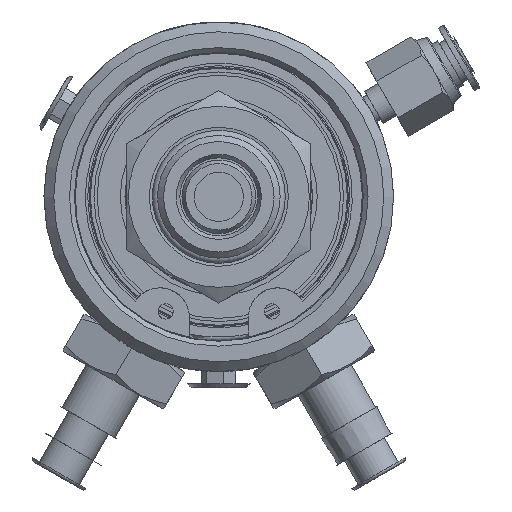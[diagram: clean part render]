
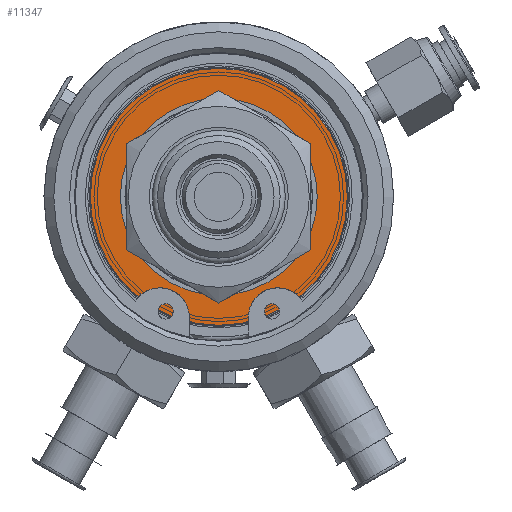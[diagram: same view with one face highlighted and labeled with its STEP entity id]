
A CAD part, left-side view. The second image highlights one B-rep face of the part: STEP entity #11347.
In plain terms, the highlighted planar face has unit normal (-1, 0, 0).
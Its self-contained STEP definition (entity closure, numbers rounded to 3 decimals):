
#237=FACE_BOUND('',#1911,.T.);
#678=PLANE('',#12010);
#1196=FACE_OUTER_BOUND('',#1910,.T.);
#1910=EDGE_LOOP('',(#9456));
#1911=EDGE_LOOP('',(#9457));
#4183=CIRCLE('',#12008,20.95);
#4185=CIRCLE('',#12011,16.05);
#5183=VERTEX_POINT('',#23816);
#5184=VERTEX_POINT('',#23821);
#6665=EDGE_CURVE('',#5183,#5183,#4183,.T.);
#6667=EDGE_CURVE('',#5184,#5184,#4185,.T.);
#9456=ORIENTED_EDGE('',*,*,#6665,.F.);
#9457=ORIENTED_EDGE('',*,*,#6667,.T.);
#11347=ADVANCED_FACE('',(#1196,#237),#678,.T.);
#12008=AXIS2_PLACEMENT_3D('',#23818,#13671,#13672);
#12010=AXIS2_PLACEMENT_3D('',#23820,#13675,#13676);
#12011=AXIS2_PLACEMENT_3D('',#23822,#13677,#13678);
#13671=DIRECTION('center_axis',(1.,0.,0.));
#13672=DIRECTION('ref_axis',(0.,-1.,0.));
#13675=DIRECTION('center_axis',(-1.,0.,0.));
#13676=DIRECTION('ref_axis',(0.,1.,0.));
#13677=DIRECTION('center_axis',(1.,0.,0.));
#13678=DIRECTION('ref_axis',(0.,-1.,0.));
#23816=CARTESIAN_POINT('',(35.085,20.95,0.));
#23818=CARTESIAN_POINT('Origin',(35.085,0.,0.));
#23820=CARTESIAN_POINT('Origin',(35.085,-18.5,0.));
#23821=CARTESIAN_POINT('',(35.085,16.05,0.));
#23822=CARTESIAN_POINT('Origin',(35.085,0.,0.));
